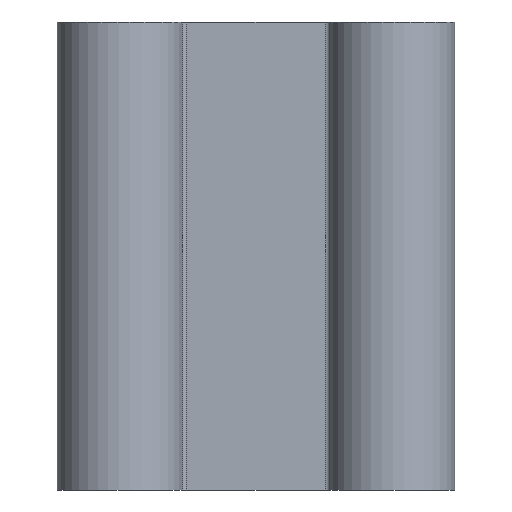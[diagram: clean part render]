
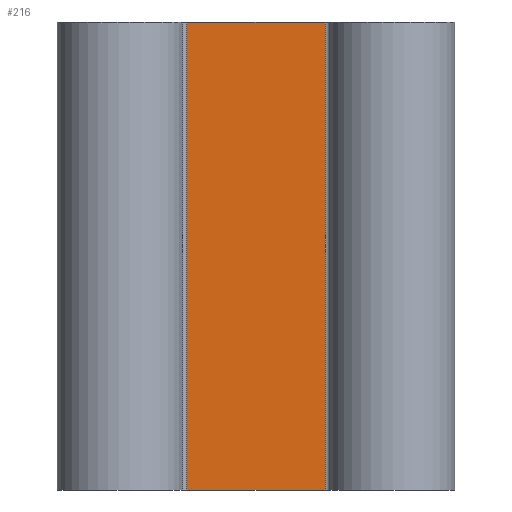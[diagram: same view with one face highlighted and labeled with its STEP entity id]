
A CAD part, left-side view. The second image highlights one B-rep face of the part: STEP entity #216.
In plain terms, the highlighted planar face has unit normal (-1, 0, 0).
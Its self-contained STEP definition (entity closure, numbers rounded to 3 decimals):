
#19=PLANE('',#254);
#26=FACE_OUTER_BOUND('',#38,.T.);
#38=EDGE_LOOP('',(#157,#158,#159,#160));
#54=LINE('',#365,#68);
#55=LINE('',#369,#69);
#56=LINE('',#371,#70);
#57=LINE('',#372,#71);
#68=VECTOR('',#294,1100.);
#69=VECTOR('',#299,29.627);
#70=VECTOR('',#300,1100.);
#71=VECTOR('',#301,29.627);
#101=VERTEX_POINT('',#362);
#102=VERTEX_POINT('',#364);
#103=VERTEX_POINT('',#368);
#104=VERTEX_POINT('',#370);
#123=EDGE_CURVE('',#101,#102,#54,.T.);
#125=EDGE_CURVE('',#101,#103,#55,.T.);
#126=EDGE_CURVE('',#104,#103,#56,.T.);
#127=EDGE_CURVE('',#102,#104,#57,.T.);
#157=ORIENTED_EDGE('',*,*,#123,.F.);
#158=ORIENTED_EDGE('',*,*,#125,.T.);
#159=ORIENTED_EDGE('',*,*,#126,.F.);
#160=ORIENTED_EDGE('',*,*,#127,.F.);
#216=ADVANCED_FACE('',(#26),#19,.T.);
#254=AXIS2_PLACEMENT_3D('',#367,#297,#298);
#294=DIRECTION('',(0.,0.,1.));
#297=DIRECTION('center_axis',(-1.,0.,0.));
#298=DIRECTION('ref_axis',(0.,-1.,0.));
#299=DIRECTION('',(0.,-1.,0.));
#300=DIRECTION('',(0.,0.,-1.));
#301=DIRECTION('',(0.,-1.,0.));
#362=CARTESIAN_POINT('',(-2.,43.814,0.));
#364=CARTESIAN_POINT('',(-2.,43.814,100.));
#365=CARTESIAN_POINT('',(-2.,43.814,0.));
#367=CARTESIAN_POINT('Origin',(-2.,44.649,0.));
#368=CARTESIAN_POINT('',(-2.,14.186,0.));
#369=CARTESIAN_POINT('',(-2.,44.649,0.));
#370=CARTESIAN_POINT('',(-2.,14.186,100.));
#371=CARTESIAN_POINT('',(-2.,14.186,0.));
#372=CARTESIAN_POINT('',(-2.,44.649,100.));
